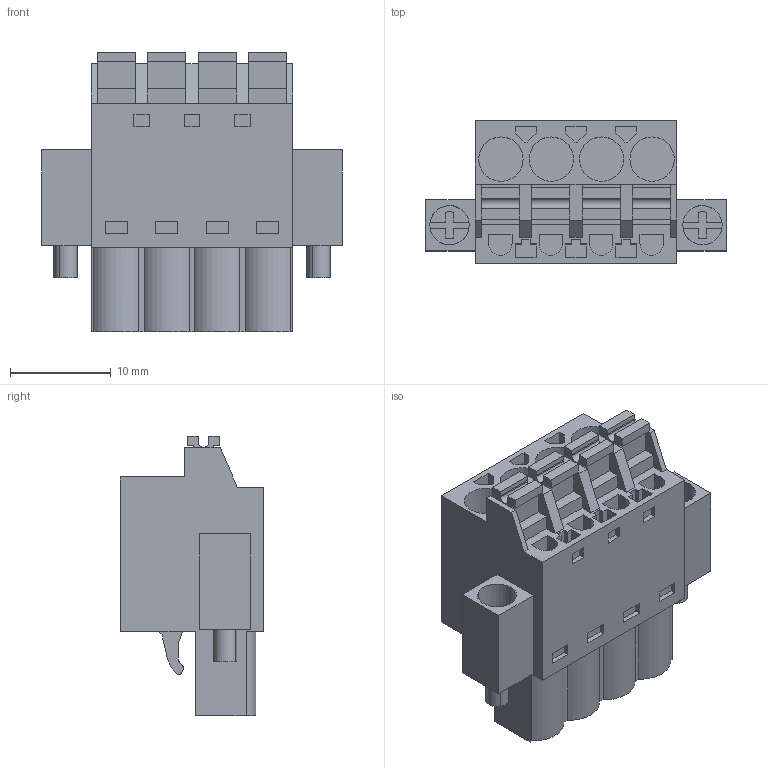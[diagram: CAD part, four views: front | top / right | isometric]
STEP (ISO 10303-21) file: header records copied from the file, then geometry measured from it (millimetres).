
FILE_DESCRIPTION(('CATIA V5 STEP Exchange','CAx-IF Rec.Pracs.--- Model Styling and Organization---1.2---2011-12-15'),'2;1');
FILE_NAME ('D1446725_0_1017440000_1017440000.stp','2017-04-27T11:30:12+00:00',('none'),('Weidmueller'),'CATIA Version 5-6 Release 2014','CATIA V5 STEP AP214','none');
FILE_SCHEMA(('AUTOMOTIVE_DESIGN { 1 0 10303 214 1 1 1 1 }'));
Length unit declared in the file: millimetre
Products named in the file (1): 1017440000
Bounding box: 29.8 x 14.2 x 27.73 mm (x, y, z)
Volume: 5451.4 mm3; surface area: 3726.1 mm2
Topology: 7 solids, 7 shells, 401 faces, 1127 edges, 777 vertices
Faces by surface type: plane 345, cylinder 52, extrusion 4
Entity records: 12888 total; most frequent: CARTESIAN_POINT 2407, ORIENTED_EDGE 2254, DIRECTION 1734, EDGE_CURVE 1127, VECTOR 1004, LINE 1000, VERTEX_POINT 777, EDGE_LOOP 448
